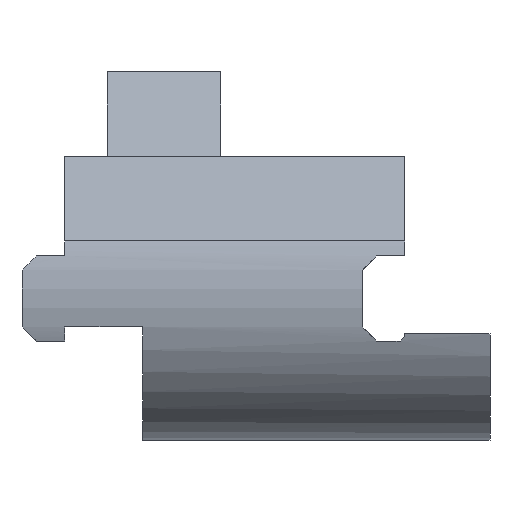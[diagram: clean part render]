
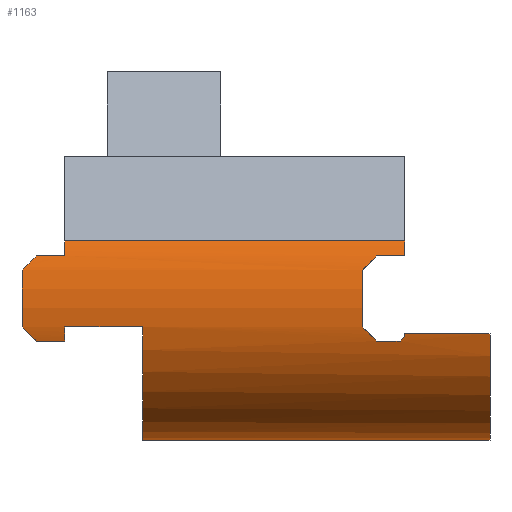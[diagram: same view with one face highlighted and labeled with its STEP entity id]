
A CAD part, front view. The second image highlights one B-rep face of the part: STEP entity #1163.
In plain terms, the highlighted cylindrical face has radius 10 mm (diameter 20 mm), a partial arc.
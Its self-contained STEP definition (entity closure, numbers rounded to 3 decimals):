
#457 = VERTEX_POINT('',#458);
#458 = CARTESIAN_POINT('',(16.,-162.386,14.067));
#466 = VERTEX_POINT('',#467);
#467 = CARTESIAN_POINT('',(-8.,-162.386,14.067));
#473 = EDGE_CURVE('',#457,#466,#474,.T.);
#474 = LINE('',#475,#476);
#475 = CARTESIAN_POINT('',(22.,-162.386,14.067));
#476 = VECTOR('',#477,1.);
#477 = DIRECTION('',(-1.,0.,0.));
#507 = VERTEX_POINT('',#508);
#508 = CARTESIAN_POINT('',(16.,-162.79,13.));
#514 = EDGE_CURVE('',#457,#507,#515,.T.);
#515 = CIRCLE('',#516,10.);
#516 = AXIS2_PLACEMENT_3D('',#517,#518,#519);
#517 = CARTESIAN_POINT('',(16.,-153.251,10.));
#518 = DIRECTION('',(1.,0.,0.));
#519 = DIRECTION('',(0.,-1.,0.));
#565 = EDGE_CURVE('',#566,#466,#568,.T.);
#566 = VERTEX_POINT('',#567);
#567 = CARTESIAN_POINT('',(-8.,-162.79,13.));
#568 = CIRCLE('',#569,10.);
#569 = AXIS2_PLACEMENT_3D('',#570,#571,#572);
#570 = CARTESIAN_POINT('',(-8.,-153.251,10.));
#571 = DIRECTION('',(-1.,0.,0.));
#572 = DIRECTION('',(0.,-1.,0.));
#1163 = ADVANCED_FACE('',(#1164),#1330,.T.);
#1164 = FACE_BOUND('',#1165,.T.);
#1165 = EDGE_LOOP('',(#1166,#1177,#1186,#1194,#1203,#1211,#1219,#1228,
    #1236,#1245,#1253,#1262,#1271,#1279,#1288,#1297,#1306,#1312,#1313,
    #1314,#1315,#1323));
#1166 = ORIENTED_EDGE('',*,*,#1167,.F.);
#1167 = EDGE_CURVE('',#1168,#1170,#1172,.T.);
#1168 = VERTEX_POINT('',#1169);
#1169 = CARTESIAN_POINT('',(-11.,-163.049,8.));
#1170 = VERTEX_POINT('',#1171);
#1171 = CARTESIAN_POINT('',(-11.,-163.049,12.));
#1172 = CIRCLE('',#1173,10.);
#1173 = AXIS2_PLACEMENT_3D('',#1174,#1175,#1176);
#1174 = CARTESIAN_POINT('',(-11.,-153.251,10.));
#1175 = DIRECTION('',(-1.,0.,0.));
#1176 = DIRECTION('',(0.,-1.,0.));
#1177 = ORIENTED_EDGE('',*,*,#1178,.F.);
#1178 = EDGE_CURVE('',#1179,#1168,#1181,.T.);
#1179 = VERTEX_POINT('',#1180);
#1180 = CARTESIAN_POINT('',(-10.,-162.79,7.));
#1181 = ELLIPSE('',#1182,14.142,10.);
#1182 = AXIS2_PLACEMENT_3D('',#1183,#1184,#1185);
#1183 = CARTESIAN_POINT('',(-13.,-153.251,10.));
#1184 = DIRECTION('',(-0.707,-0.,-0.707));
#1185 = DIRECTION('',(0.707,0.,-0.707));
#1186 = ORIENTED_EDGE('',*,*,#1187,.F.);
#1187 = EDGE_CURVE('',#1188,#1179,#1190,.T.);
#1188 = VERTEX_POINT('',#1189);
#1189 = CARTESIAN_POINT('',(-8.,-162.79,7.));
#1190 = LINE('',#1191,#1192);
#1191 = CARTESIAN_POINT('',(-8.,-162.79,7.));
#1192 = VECTOR('',#1193,1.);
#1193 = DIRECTION('',(-1.,0.,0.));
#1194 = ORIENTED_EDGE('',*,*,#1195,.F.);
#1195 = EDGE_CURVE('',#1196,#1188,#1198,.T.);
#1196 = VERTEX_POINT('',#1197);
#1197 = CARTESIAN_POINT('',(-8.,-163.049,8.));
#1198 = CIRCLE('',#1199,10.);
#1199 = AXIS2_PLACEMENT_3D('',#1200,#1201,#1202);
#1200 = CARTESIAN_POINT('',(-8.,-153.251,10.));
#1201 = DIRECTION('',(1.,0.,0.));
#1202 = DIRECTION('',(0.,-1.,0.));
#1203 = ORIENTED_EDGE('',*,*,#1204,.T.);
#1204 = EDGE_CURVE('',#1196,#1205,#1207,.T.);
#1205 = VERTEX_POINT('',#1206);
#1206 = CARTESIAN_POINT('',(-7.,-163.049,8.));
#1207 = LINE('',#1208,#1209);
#1208 = CARTESIAN_POINT('',(-8.,-163.049,8.));
#1209 = VECTOR('',#1210,1.);
#1210 = DIRECTION('',(1.,0.,0.));
#1211 = ORIENTED_EDGE('',*,*,#1212,.T.);
#1212 = EDGE_CURVE('',#1205,#1213,#1215,.T.);
#1213 = VERTEX_POINT('',#1214);
#1214 = CARTESIAN_POINT('',(-2.5,-163.049,8.));
#1215 = LINE('',#1216,#1217);
#1216 = CARTESIAN_POINT('',(-8.,-163.049,8.));
#1217 = VECTOR('',#1218,1.);
#1218 = DIRECTION('',(1.,0.,0.));
#1219 = ORIENTED_EDGE('',*,*,#1220,.T.);
#1220 = EDGE_CURVE('',#1213,#1221,#1223,.T.);
#1221 = VERTEX_POINT('',#1222);
#1222 = CARTESIAN_POINT('',(-2.5,-153.251,0.));
#1223 = CIRCLE('',#1224,10.);
#1224 = AXIS2_PLACEMENT_3D('',#1225,#1226,#1227);
#1225 = CARTESIAN_POINT('',(-2.5,-153.251,10.));
#1226 = DIRECTION('',(1.,0.,0.));
#1227 = DIRECTION('',(0.,-1.,0.));
#1228 = ORIENTED_EDGE('',*,*,#1229,.F.);
#1229 = EDGE_CURVE('',#1230,#1221,#1232,.T.);
#1230 = VERTEX_POINT('',#1231);
#1231 = CARTESIAN_POINT('',(22.,-153.251,0.));
#1232 = LINE('',#1233,#1234);
#1233 = CARTESIAN_POINT('',(22.,-153.251,0.));
#1234 = VECTOR('',#1235,1.);
#1235 = DIRECTION('',(-1.,0.,0.));
#1236 = ORIENTED_EDGE('',*,*,#1237,.F.);
#1237 = EDGE_CURVE('',#1238,#1230,#1240,.T.);
#1238 = VERTEX_POINT('',#1239);
#1239 = CARTESIAN_POINT('',(22.,-162.933,7.5));
#1240 = CIRCLE('',#1241,10.);
#1241 = AXIS2_PLACEMENT_3D('',#1242,#1243,#1244);
#1242 = CARTESIAN_POINT('',(22.,-153.251,10.));
#1243 = DIRECTION('',(1.,0.,0.));
#1244 = DIRECTION('',(0.,-1.,0.));
#1245 = ORIENTED_EDGE('',*,*,#1246,.F.);
#1246 = EDGE_CURVE('',#1247,#1238,#1249,.T.);
#1247 = VERTEX_POINT('',#1248);
#1248 = CARTESIAN_POINT('',(16.,-162.933,7.5));
#1249 = LINE('',#1250,#1251);
#1250 = CARTESIAN_POINT('',(30.,-162.933,7.5));
#1251 = VECTOR('',#1252,1.);
#1252 = DIRECTION('',(1.,0.,0.));
#1253 = ORIENTED_EDGE('',*,*,#1254,.F.);
#1254 = EDGE_CURVE('',#1255,#1247,#1257,.T.);
#1255 = VERTEX_POINT('',#1256);
#1256 = CARTESIAN_POINT('',(16.,-162.89,7.34));
#1257 = CIRCLE('',#1258,10.);
#1258 = AXIS2_PLACEMENT_3D('',#1259,#1260,#1261);
#1259 = CARTESIAN_POINT('',(16.,-153.251,10.));
#1260 = DIRECTION('',(-1.,0.,0.));
#1261 = DIRECTION('',(0.,-1.,0.));
#1262 = ORIENTED_EDGE('',*,*,#1263,.F.);
#1263 = EDGE_CURVE('',#1264,#1255,#1266,.T.);
#1264 = VERTEX_POINT('',#1265);
#1265 = CARTESIAN_POINT('',(15.66,-162.79,7.));
#1266 = ELLIPSE('',#1267,14.142,10.);
#1267 = AXIS2_PLACEMENT_3D('',#1268,#1269,#1270);
#1268 = CARTESIAN_POINT('',(18.66,-153.251,10.));
#1269 = DIRECTION('',(-0.707,0.,0.707));
#1270 = DIRECTION('',(0.707,0.,0.707));
#1271 = ORIENTED_EDGE('',*,*,#1272,.T.);
#1272 = EDGE_CURVE('',#1264,#1273,#1275,.T.);
#1273 = VERTEX_POINT('',#1274);
#1274 = CARTESIAN_POINT('',(14.,-162.79,7.));
#1275 = LINE('',#1276,#1277);
#1276 = CARTESIAN_POINT('',(16.,-162.79,7.));
#1277 = VECTOR('',#1278,1.);
#1278 = DIRECTION('',(-1.,0.,0.));
#1279 = ORIENTED_EDGE('',*,*,#1280,.F.);
#1280 = EDGE_CURVE('',#1281,#1273,#1283,.T.);
#1281 = VERTEX_POINT('',#1282);
#1282 = CARTESIAN_POINT('',(13.,-163.049,8.));
#1283 = ELLIPSE('',#1284,14.142,10.);
#1284 = AXIS2_PLACEMENT_3D('',#1285,#1286,#1287);
#1285 = CARTESIAN_POINT('',(11.,-153.251,10.));
#1286 = DIRECTION('',(0.707,0.,0.707));
#1287 = DIRECTION('',(0.707,0.,-0.707));
#1288 = ORIENTED_EDGE('',*,*,#1289,.T.);
#1289 = EDGE_CURVE('',#1281,#1290,#1292,.T.);
#1290 = VERTEX_POINT('',#1291);
#1291 = CARTESIAN_POINT('',(13.,-163.049,12.));
#1292 = CIRCLE('',#1293,10.);
#1293 = AXIS2_PLACEMENT_3D('',#1294,#1295,#1296);
#1294 = CARTESIAN_POINT('',(13.,-153.251,10.));
#1295 = DIRECTION('',(-1.,0.,0.));
#1296 = DIRECTION('',(0.,-1.,0.));
#1297 = ORIENTED_EDGE('',*,*,#1298,.F.);
#1298 = EDGE_CURVE('',#1299,#1290,#1301,.T.);
#1299 = VERTEX_POINT('',#1300);
#1300 = CARTESIAN_POINT('',(14.,-162.79,13.));
#1301 = ELLIPSE('',#1302,14.142,10.);
#1302 = AXIS2_PLACEMENT_3D('',#1303,#1304,#1305);
#1303 = CARTESIAN_POINT('',(11.,-153.251,10.));
#1304 = DIRECTION('',(0.707,0.,-0.707));
#1305 = DIRECTION('',(0.707,0.,0.707));
#1306 = ORIENTED_EDGE('',*,*,#1307,.F.);
#1307 = EDGE_CURVE('',#507,#1299,#1308,.T.);
#1308 = LINE('',#1309,#1310);
#1309 = CARTESIAN_POINT('',(16.,-162.79,13.));
#1310 = VECTOR('',#1311,1.);
#1311 = DIRECTION('',(-1.,0.,0.));
#1312 = ORIENTED_EDGE('',*,*,#514,.F.);
#1313 = ORIENTED_EDGE('',*,*,#473,.T.);
#1314 = ORIENTED_EDGE('',*,*,#565,.F.);
#1315 = ORIENTED_EDGE('',*,*,#1316,.T.);
#1316 = EDGE_CURVE('',#566,#1317,#1319,.T.);
#1317 = VERTEX_POINT('',#1318);
#1318 = CARTESIAN_POINT('',(-10.,-162.79,13.));
#1319 = LINE('',#1320,#1321);
#1320 = CARTESIAN_POINT('',(-8.,-162.79,13.));
#1321 = VECTOR('',#1322,1.);
#1322 = DIRECTION('',(-1.,0.,0.));
#1323 = ORIENTED_EDGE('',*,*,#1324,.T.);
#1324 = EDGE_CURVE('',#1317,#1170,#1325,.T.);
#1325 = ELLIPSE('',#1326,14.142,10.);
#1326 = AXIS2_PLACEMENT_3D('',#1327,#1328,#1329);
#1327 = CARTESIAN_POINT('',(-13.,-153.251,10.));
#1328 = DIRECTION('',(0.707,0.,-0.707));
#1329 = DIRECTION('',(0.707,0.,0.707));
#1330 = CYLINDRICAL_SURFACE('',#1331,10.);
#1331 = AXIS2_PLACEMENT_3D('',#1332,#1333,#1334);
#1332 = CARTESIAN_POINT('',(30.,-153.251,10.));
#1333 = DIRECTION('',(1.,0.,0.));
#1334 = DIRECTION('',(0.,-1.,0.));
